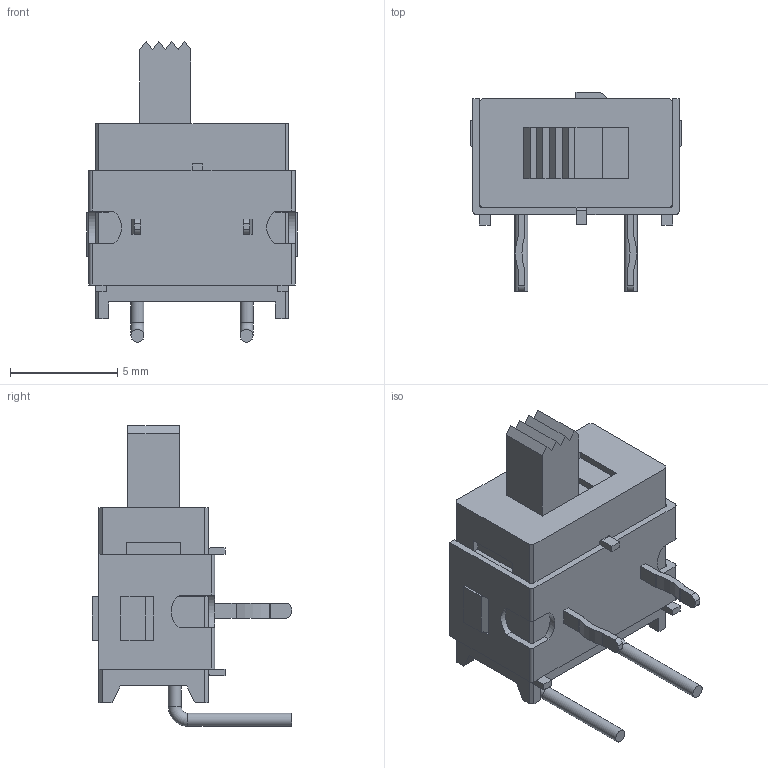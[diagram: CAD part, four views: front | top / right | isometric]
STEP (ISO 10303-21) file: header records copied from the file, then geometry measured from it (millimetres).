
FILE_DESCRIPTION(/* description */ ('STEP AP214'),/* implementation_level */ '2;1');
FILE_NAME(/* name */ 'AS11CH',/* time_stamp */ '2022-09-21T05:38:19+02:00',/* author */ ('License CC BY-ND 4.0'),/* organization */ ('CADENAS'),/* preprocessor_version */ 'ST-DEVELOPER v18.102',/* originating_system */ 'PARTsolutions',/* authorisation */ ' ');
FILE_SCHEMA (('AUTOMOTIVE_DESIGN {1 0 10303 214 3 1 1}'));
Length unit declared in the file: inch
Products named in the file (6): AS11CH; AS11CHra1; AS11CHtrh; AS11CHcright; AS11CHright1; AS11CHright12
Assembly tree (5 placements, depth 2):
  AS11CH
    AS11CHra1
    AS11CHtrh
    AS11CHcright
    AS11CHright1
    AS11CHright12
Bounding box: 9.8 x 9.27 x 14 mm (x, y, z)
Volume: 434 mm3; surface area: 853.9 mm2
Topology: 5 solids, 5 shells, 188 faces, 512 edges, 338 vertices
Faces by surface type: plane 151, cylinder 35, torus 2
Full cylindrical faces by diameter (mm): 0.61 x4
Entity records: 6011 total; most frequent: CARTESIAN_POINT 1038, ORIENTED_EDGE 1012, DIRECTION 964, EDGE_CURVE 506, LINE 436, VECTOR 436, VERTEX_POINT 338, AXIS2_PLACEMENT_3D 264
